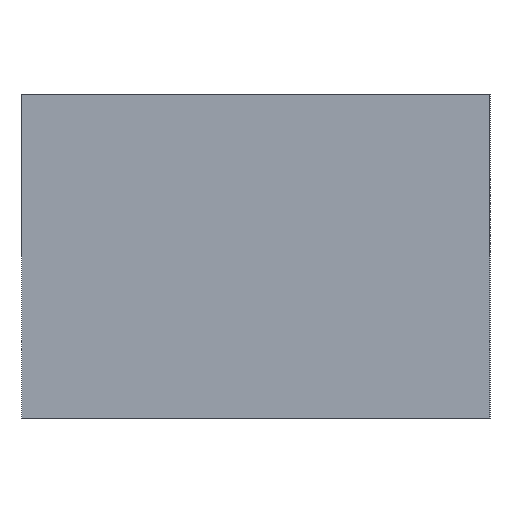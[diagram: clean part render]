
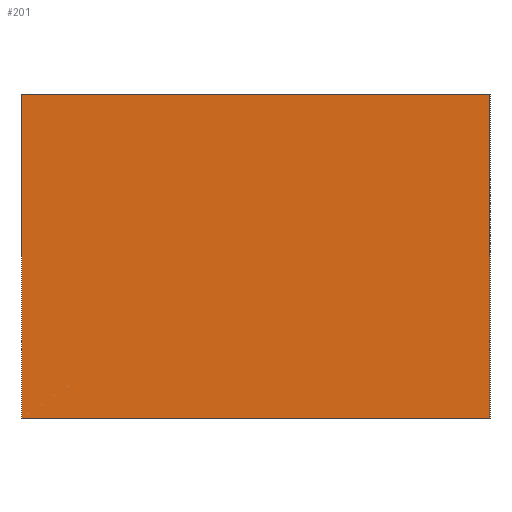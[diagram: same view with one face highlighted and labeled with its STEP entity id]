
A CAD part, left-side view. The second image highlights one B-rep face of the part: STEP entity #201.
In plain terms, the highlighted planar face has unit normal (-1, 0, 0).
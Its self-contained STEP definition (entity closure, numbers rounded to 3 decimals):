
#10 = DIRECTION ( 'NONE',  ( 0., 0., -1. ) ) ;
#66 = CARTESIAN_POINT ( 'NONE',  ( -2., 20., 0. ) ) ;
#163 = VECTOR ( 'NONE', #10, 1000. ) ;
#201 = ADVANCED_FACE ( 'NONE', ( #1079 ), #1638, .F. ) ;
#243 = EDGE_CURVE ( 'NONE', #1936, #1195, #1009, .T. ) ;
#258 = EDGE_CURVE ( 'NONE', #779, #1195, #2150, .T. ) ;
#414 = CARTESIAN_POINT ( 'NONE',  ( -2., 0., 18. ) ) ;
#478 = ORIENTED_EDGE ( 'NONE', *, *, #243, .T. ) ;
#518 = EDGE_LOOP ( 'NONE', ( #478, #1191, #689, #542 ) ) ;
#542 = ORIENTED_EDGE ( 'NONE', *, *, #1402, .T. ) ;
#564 = DIRECTION ( 'NONE',  ( 0., 0., -1. ) ) ;
#689 = ORIENTED_EDGE ( 'NONE', *, *, #1006, .T. ) ;
#751 = CARTESIAN_POINT ( 'NONE',  ( -2., 0., 0. ) ) ;
#779 = VERTEX_POINT ( 'NONE', #2275 ) ;
#900 = DIRECTION ( 'NONE',  ( 0., 0., -1. ) ) ;
#1006 = EDGE_CURVE ( 'NONE', #779, #1339, #1133, .T. ) ;
#1009 = LINE ( 'NONE', #751, #1542 ) ;
#1065 = CARTESIAN_POINT ( 'NONE',  ( -2., 0., 0. ) ) ;
#1079 = FACE_OUTER_BOUND ( 'NONE', #518, .T. ) ;
#1133 = LINE ( 'NONE', #414, #1537 ) ;
#1191 = ORIENTED_EDGE ( 'NONE', *, *, #258, .F. ) ;
#1195 = VERTEX_POINT ( 'NONE', #1451 ) ;
#1318 = DIRECTION ( 'NONE',  ( 0., -1., 0. ) ) ;
#1339 = VERTEX_POINT ( 'NONE', #2361 ) ;
#1360 = LINE ( 'NONE', #2194, #163 ) ;
#1402 = EDGE_CURVE ( 'NONE', #1339, #1936, #1360, .T. ) ;
#1407 = AXIS2_PLACEMENT_3D ( 'NONE', #1065, #1817, #900 ) ;
#1451 = CARTESIAN_POINT ( 'NONE',  ( -2., -6., 0. ) ) ;
#1523 = DIRECTION ( 'NONE',  ( 0., 1., 0. ) ) ;
#1537 = VECTOR ( 'NONE', #1523, 1000. ) ;
#1542 = VECTOR ( 'NONE', #1318, 1000. ) ;
#1569 = VECTOR ( 'NONE', #564, 1000. ) ;
#1638 = PLANE ( 'NONE',  #1407 ) ;
#1817 = DIRECTION ( 'NONE',  ( 1., 0., 0. ) ) ;
#1936 = VERTEX_POINT ( 'NONE', #66 ) ;
#2017 = CARTESIAN_POINT ( 'NONE',  ( -2., -6., 18. ) ) ;
#2150 = LINE ( 'NONE', #2017, #1569 ) ;
#2194 = CARTESIAN_POINT ( 'NONE',  ( -2., 20., 0. ) ) ;
#2275 = CARTESIAN_POINT ( 'NONE',  ( -2., -6., 18. ) ) ;
#2361 = CARTESIAN_POINT ( 'NONE',  ( -2., 20., 18. ) ) ;
